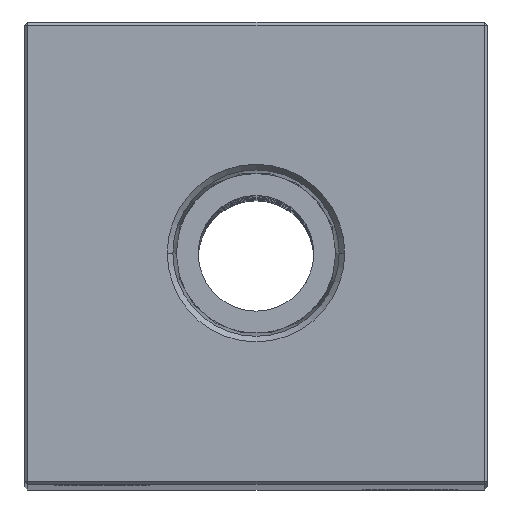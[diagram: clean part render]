
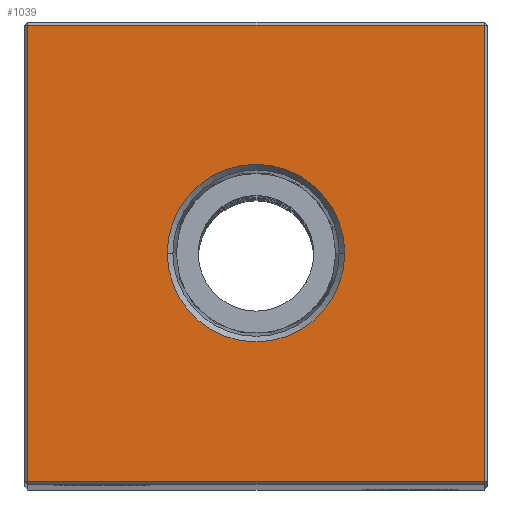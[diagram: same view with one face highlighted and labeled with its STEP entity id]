
A CAD part, top view. The second image highlights one B-rep face of the part: STEP entity #1039.
In plain terms, the highlighted planar face has unit normal (0, 0, 1).
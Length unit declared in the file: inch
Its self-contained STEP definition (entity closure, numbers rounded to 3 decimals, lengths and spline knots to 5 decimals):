
#341 = EDGE_CURVE ( 'NONE', #20185, #6639, #22467, .T. ) ;
#480 = CARTESIAN_POINT ( 'NONE',  ( 0.288, 0., 10.75 ) ) ;
#673 = EDGE_LOOP ( 'NONE', ( #19189, #21620, #12148, #14291 ) ) ;
#718 = VERTEX_POINT ( 'NONE', #8349 ) ;
#1039 = ADVANCED_FACE ( 'NONE', ( #4041, #12818 ), #24968, .F. ) ;
#1824 = CARTESIAN_POINT ( 'NONE',  ( 0., 0., 10.75 ) ) ;
#2668 = DIRECTION ( 'NONE',  ( 0., -1., 0. ) ) ;
#4041 = FACE_OUTER_BOUND ( 'NONE', #673, .T. ) ;
#4739 = CARTESIAN_POINT ( 'NONE',  ( -0.74, 0., 10.75 ) ) ;
#6205 = EDGE_CURVE ( 'NONE', #12890, #718, #8228, .T. ) ;
#6377 = EDGE_CURVE ( 'NONE', #6639, #17160, #20061, .T. ) ;
#6639 = VERTEX_POINT ( 'NONE', #10581 ) ;
#6679 = DIRECTION ( 'NONE',  ( 0., 1., 0. ) ) ;
#7245 = EDGE_CURVE ( 'NONE', #718, #12890, #12787, .T. ) ;
#7491 = DIRECTION ( 'NONE',  ( -1., 0., 0. ) ) ;
#8228 = CIRCLE ( 'NONE', #22671, 0.288 ) ;
#8349 = CARTESIAN_POINT ( 'NONE',  ( -0.288, 0., 10.75 ) ) ;
#9721 = DIRECTION ( 'NONE',  ( 1., 0., 0. ) ) ;
#10230 = DIRECTION ( 'NONE',  ( 1., 0., 0. ) ) ;
#10429 = LINE ( 'NONE', #18060, #15220 ) ;
#10581 = CARTESIAN_POINT ( 'NONE',  ( -0.74, -0.74, 10.75 ) ) ;
#10756 = CARTESIAN_POINT ( 'NONE',  ( 0., 0., 10.75 ) ) ;
#11566 = AXIS2_PLACEMENT_3D ( 'NONE', #22511, #20445, #16567 ) ;
#12148 = ORIENTED_EDGE ( 'NONE', *, *, #24552, .T. ) ;
#12787 = CIRCLE ( 'NONE', #11566, 0.288 ) ;
#12818 = FACE_BOUND ( 'NONE', #13678, .T. ) ;
#12831 = CARTESIAN_POINT ( 'NONE',  ( 0.74, -0.74, 10.75 ) ) ;
#12890 = VERTEX_POINT ( 'NONE', #480 ) ;
#13678 = EDGE_LOOP ( 'NONE', ( #13791, #21124 ) ) ;
#13791 = ORIENTED_EDGE ( 'NONE', *, *, #6205, .F. ) ;
#14291 = ORIENTED_EDGE ( 'NONE', *, *, #15373, .T. ) ;
#14614 = CARTESIAN_POINT ( 'NONE',  ( 0., -0.74, 10.75 ) ) ;
#14982 = CARTESIAN_POINT ( 'NONE',  ( 0., 0.74, 10.75 ) ) ;
#15220 = VECTOR ( 'NONE', #6679, 39.37008 ) ;
#15373 = EDGE_CURVE ( 'NONE', #17732, #20185, #22875, .T. ) ;
#16567 = DIRECTION ( 'NONE',  ( 1., 0., 0. ) ) ;
#16836 = DIRECTION ( 'NONE',  ( 0., 0., -1. ) ) ;
#17160 = VERTEX_POINT ( 'NONE', #12831 ) ;
#17623 = VECTOR ( 'NONE', #2668, 39.37008 ) ;
#17732 = VERTEX_POINT ( 'NONE', #18443 ) ;
#17737 = DIRECTION ( 'NONE',  ( 0., 0., 1. ) ) ;
#18060 = CARTESIAN_POINT ( 'NONE',  ( 0.74, 0., 10.75 ) ) ;
#18443 = CARTESIAN_POINT ( 'NONE',  ( 0.74, 0.74, 10.75 ) ) ;
#18872 = AXIS2_PLACEMENT_3D ( 'NONE', #10756, #16836, #19032 ) ;
#19032 = DIRECTION ( 'NONE',  ( -1., 0., 0. ) ) ;
#19189 = ORIENTED_EDGE ( 'NONE', *, *, #341, .T. ) ;
#19911 = CARTESIAN_POINT ( 'NONE',  ( -0.74, 0.74, 10.75 ) ) ;
#20061 = LINE ( 'NONE', #14614, #21457 ) ;
#20185 = VERTEX_POINT ( 'NONE', #19911 ) ;
#20445 = DIRECTION ( 'NONE',  ( 0., 0., 1. ) ) ;
#21124 = ORIENTED_EDGE ( 'NONE', *, *, #7245, .F. ) ;
#21457 = VECTOR ( 'NONE', #10230, 39.37008 ) ;
#21553 = VECTOR ( 'NONE', #7491, 39.37008 ) ;
#21620 = ORIENTED_EDGE ( 'NONE', *, *, #6377, .T. ) ;
#22467 = LINE ( 'NONE', #4739, #17623 ) ;
#22511 = CARTESIAN_POINT ( 'NONE',  ( 0., 0., 10.75 ) ) ;
#22671 = AXIS2_PLACEMENT_3D ( 'NONE', #1824, #17737, #9721 ) ;
#22875 = LINE ( 'NONE', #14982, #21553 ) ;
#24552 = EDGE_CURVE ( 'NONE', #17160, #17732, #10429, .T. ) ;
#24968 = PLANE ( 'NONE',  #18872 ) ;
